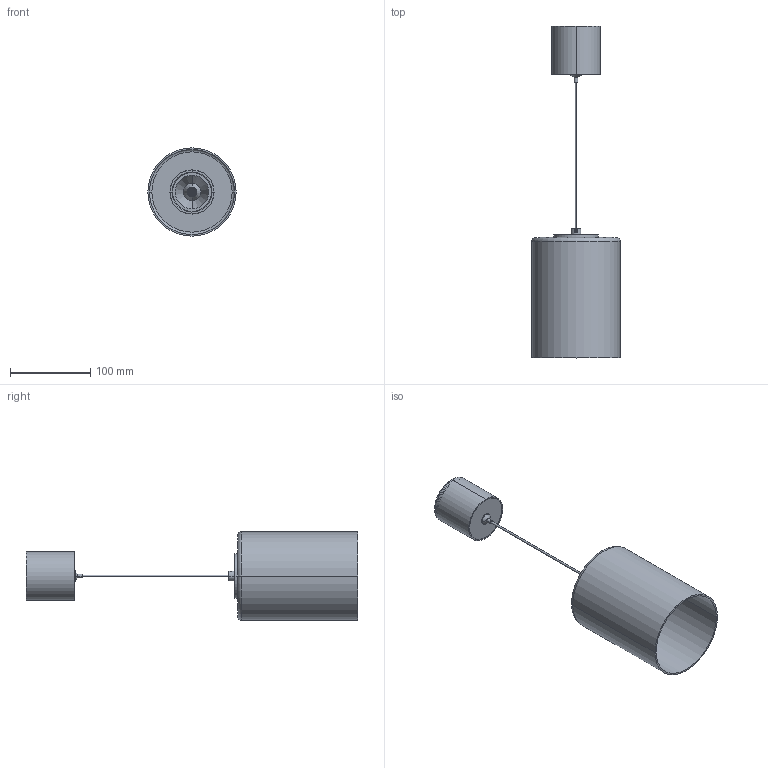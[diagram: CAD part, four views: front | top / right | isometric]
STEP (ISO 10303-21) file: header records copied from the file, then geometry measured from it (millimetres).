
FILE_DESCRIPTION (( 'STEP AP203' ), '1' );
FILE_NAME ('PE-P2-SU0601.STEP', '2022-12-21T07:42:35', ( 'ylmfeng' ), ( 'ylmfeng.com' ), 'SwSTEP 2.0', 'SolidWorks 2018', '' );
FILE_SCHEMA (( 'CONFIG_CONTROL_DESIGN' ));
Length unit declared in the file: millimetre
Products named in the file (19): 206-H1-腑极; LL01CR-DAH15L06; 埴芛坋趼蹟佪M3X6; 0.3mm2晤眽盄(OD2.52); 无头内六角螺丝带胶头 M4X5; 光源：LEDTEEN 1202; M10x4蹟譫; 206-H2產薛腑欶; 206-H1-嘐盄翐; F6-0701-柲階腑芠  1B000360; F6-0701-柲階攫  1B000361; 206-H1-綴裔; M10囀喘貌侗; 37x10x15MM-EVA邧醱蝶 1D000456-RB; PE-P2-SU0601; 206-H1翋极腑; 裂盄郪-M10挴; 光源支架：LL01CRWF15H2; 驱动：CS-8-150 MB
Assembly tree (20 placements, depth 3):
  PE-P2-SU0601
    F6-0701-柲階腑芠  1B000360
    裂盄郪-M10挴
    M10囀喘貌侗
    M10x4蹟譫
    驱动：CS-8-150 MB
    37x10x15MM-EVA邧醱蝶 1D000456-RB  x2
    F6-0701-柲階攫  1B000361
    0.3mm2晤眽盄(OD2.52)
    206-H1翋极腑
      206-H2產薛腑欶
      206-H1-綴裔
      206-H1-腑极
      206-H1-嘐盄翐
      无头内六角螺丝带胶头 M4X5
      光源：LEDTEEN 1202
      光源支架：LL01CRWF15H2
      LL01CR-DAH15L06
      埴芛坋趼蹟佪M3X6  x2
Bounding box: 110 x 413.5 x 110 mm (x, y, z)
Volume: 246353.5 mm3; surface area: 197654.4 mm2
Topology: 19 solids, 19 shells, 1224 faces, 3175 edges, 2051 vertices
Faces by surface type: plane 499, cylinder 274, bspline 274, cone 152, torus 21, sphere 4
Entity records: 48854 total; most frequent: CARTESIAN_POINT 19590, ORIENTED_EDGE 6204, DIRECTION 4865, EDGE_CURVE 3102, VERTEX_POINT 2009, AXIS2_PLACEMENT_3D 1734, LINE 1397, VECTOR 1397
